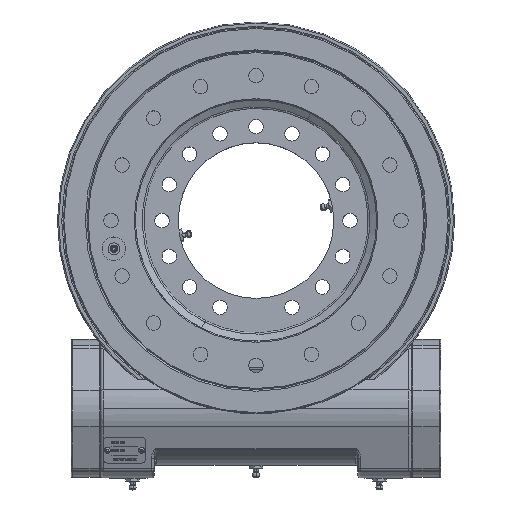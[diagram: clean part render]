
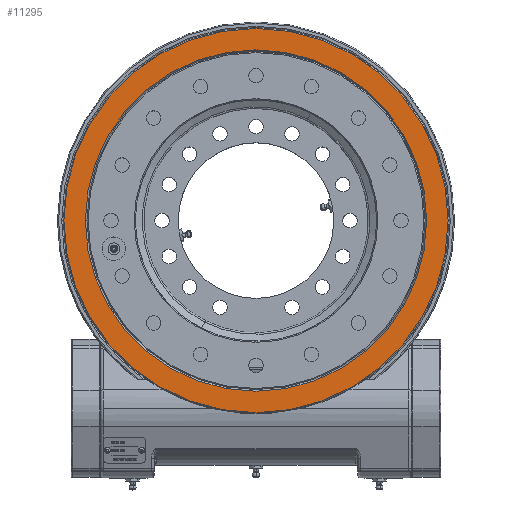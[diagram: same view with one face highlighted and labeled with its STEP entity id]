
A CAD part, top view. The second image highlights one B-rep face of the part: STEP entity #11295.
In plain terms, the highlighted planar face has unit normal (0, 0, 1).
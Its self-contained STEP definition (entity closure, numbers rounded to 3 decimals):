
#514 = PLANE ( 'NONE',  #35370 ) ;
#1005 = EDGE_CURVE ( 'NONE', #35475, #6251, #6764, .T. ) ;
#3210 = CARTESIAN_POINT ( 'NONE',  ( 0., 0., 80. ) ) ;
#4527 = CIRCLE ( 'NONE', #21736, 159. ) ;
#4574 = VERTEX_POINT ( 'NONE', #29013 ) ;
#4909 = DIRECTION ( 'NONE',  ( 0., 1., 0. ) ) ;
#5119 = FACE_BOUND ( 'NONE', #10400, .T. ) ;
#6073 = DIRECTION ( 'NONE',  ( 0., 1., 0. ) ) ;
#6251 = VERTEX_POINT ( 'NONE', #22855 ) ;
#6288 = CARTESIAN_POINT ( 'NONE',  ( 0., 159., 80. ) ) ;
#6764 = CIRCLE ( 'NONE', #40315, 179. ) ;
#7502 = EDGE_CURVE ( 'NONE', #31724, #4574, #4527, .T. ) ;
#9093 = DIRECTION ( 'NONE',  ( 0., 0., 1. ) ) ;
#9817 = ORIENTED_EDGE ( 'NONE', *, *, #1005, .T. ) ;
#10400 = EDGE_LOOP ( 'NONE', ( #15273, #20905 ) ) ;
#11295 = ADVANCED_FACE ( 'NONE', ( #15326, #5119 ), #514, .F. ) ;
#12709 = ORIENTED_EDGE ( 'NONE', *, *, #34759, .T. ) ;
#12714 = EDGE_LOOP ( 'NONE', ( #12709, #9817 ) ) ;
#15273 = ORIENTED_EDGE ( 'NONE', *, *, #7502, .T. ) ;
#15326 = FACE_OUTER_BOUND ( 'NONE', #12714, .T. ) ;
#16179 = CARTESIAN_POINT ( 'NONE',  ( 0., -179., 80. ) ) ;
#16188 = DIRECTION ( 'NONE',  ( 0., 0., -1. ) ) ;
#16214 = DIRECTION ( 'NONE',  ( 0., 0., 1. ) ) ;
#17998 = AXIS2_PLACEMENT_3D ( 'NONE', #34978, #16214, #28946 ) ;
#20905 = ORIENTED_EDGE ( 'NONE', *, *, #23993, .T. ) ;
#21736 = AXIS2_PLACEMENT_3D ( 'NONE', #23584, #30040, #4909 ) ;
#22437 = CIRCLE ( 'NONE', #31346, 159. ) ;
#22855 = CARTESIAN_POINT ( 'NONE',  ( 0., 179., 80. ) ) ;
#23080 = DIRECTION ( 'NONE',  ( 0., 0., -1. ) ) ;
#23584 = CARTESIAN_POINT ( 'NONE',  ( 0., 0., 80. ) ) ;
#23993 = EDGE_CURVE ( 'NONE', #4574, #31724, #22437, .T. ) ;
#25501 = CARTESIAN_POINT ( 'NONE',  ( -180., 0., 80. ) ) ;
#28946 = DIRECTION ( 'NONE',  ( 0., 1., 0. ) ) ;
#29013 = CARTESIAN_POINT ( 'NONE',  ( 0., -159., 80. ) ) ;
#30040 = DIRECTION ( 'NONE',  ( 0., 0., -1. ) ) ;
#31346 = AXIS2_PLACEMENT_3D ( 'NONE', #32349, #23080, #35537 ) ;
#31724 = VERTEX_POINT ( 'NONE', #6288 ) ;
#32349 = CARTESIAN_POINT ( 'NONE',  ( 0., 0., 80. ) ) ;
#34759 = EDGE_CURVE ( 'NONE', #6251, #35475, #37279, .T. ) ;
#34978 = CARTESIAN_POINT ( 'NONE',  ( 0., 0., 80. ) ) ;
#35370 = AXIS2_PLACEMENT_3D ( 'NONE', #25501, #16188, #40532 ) ;
#35475 = VERTEX_POINT ( 'NONE', #16179 ) ;
#35537 = DIRECTION ( 'NONE',  ( 0., 1., 0. ) ) ;
#37279 = CIRCLE ( 'NONE', #17998, 179. ) ;
#40315 = AXIS2_PLACEMENT_3D ( 'NONE', #3210, #9093, #6073 ) ;
#40532 = DIRECTION ( 'NONE',  ( 0., 1., 0. ) ) ;
